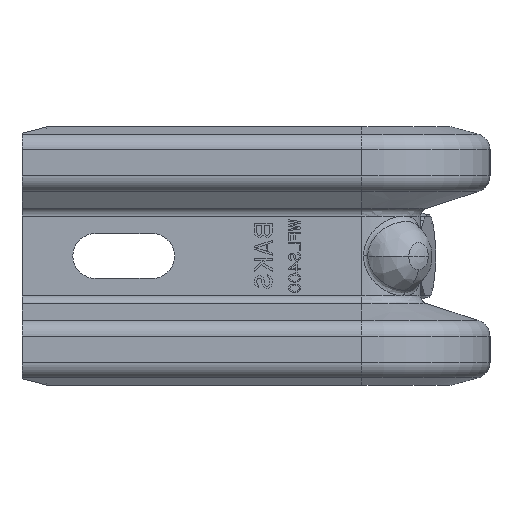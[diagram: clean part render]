
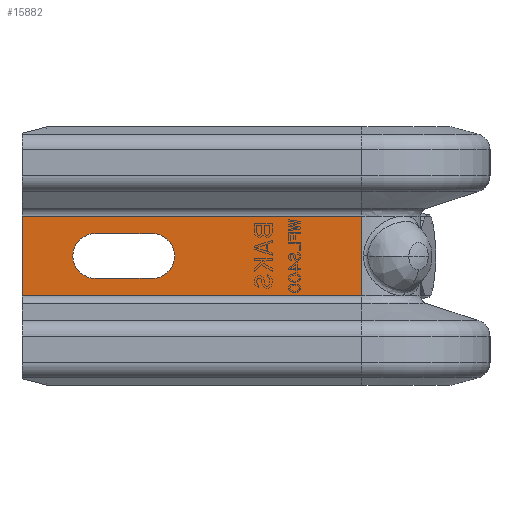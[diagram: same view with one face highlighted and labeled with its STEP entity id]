
A CAD part, left-side view. The second image highlights one B-rep face of the part: STEP entity #15882.
In plain terms, the highlighted planar face has unit normal (-1, 0, 0).
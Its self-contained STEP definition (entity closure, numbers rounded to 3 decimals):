
#2037=DIRECTION('',(0.,0.,1.));
#2038=VECTOR('',#2037,19.6);
#2039=CARTESIAN_POINT('',(-457.,115.,-9.8));
#2040=LINE('',#2039,#2038);
#2041=DIRECTION('',(0.,0.,1.));
#2042=VECTOR('',#2041,19.6);
#2043=CARTESIAN_POINT('',(-457.,31.5,-9.8));
#2044=LINE('',#2043,#2042);
#2045=DIRECTION('',(0.,1.,0.));
#2046=VECTOR('',#2045,83.5);
#2047=CARTESIAN_POINT('',(-457.,31.5,-9.8));
#2048=LINE('',#2047,#2046);
#2049=DIRECTION('',(0.,1.,0.));
#2050=VECTOR('',#2049,14.);
#2051=CARTESIAN_POINT('',(-457.,83.,5.5));
#2052=LINE('',#2051,#2050);
#2053=CARTESIAN_POINT('',(-457.,97.,0.));
#2054=DIRECTION('',(1.,0.,0.));
#2055=DIRECTION('',(0.,0.,-1.));
#2056=AXIS2_PLACEMENT_3D('',#2053,#2054,#2055);
#2058=DIRECTION('',(0.,-1.,0.));
#2059=VECTOR('',#2058,14.);
#2060=CARTESIAN_POINT('',(-457.,97.,-5.5));
#2061=LINE('',#2060,#2059);
#2062=CARTESIAN_POINT('',(-457.,83.,0.));
#2063=DIRECTION('',(1.,0.,0.));
#2064=DIRECTION('',(0.,0.,1.));
#2065=AXIS2_PLACEMENT_3D('',#2062,#2063,#2064);
#2860=DIRECTION('',(0.,1.,0.));
#2861=VECTOR('',#2860,83.5);
#2862=CARTESIAN_POINT('',(-457.,31.5,9.8));
#2863=LINE('',#2862,#2861);
#11079=CARTESIAN_POINT('',(-457.,31.5,-9.8));
#11080=VERTEX_POINT('',#11079);
#11081=CARTESIAN_POINT('',(-457.,31.5,9.8));
#11082=VERTEX_POINT('',#11081);
#11175=CARTESIAN_POINT('',(-457.,83.,5.5));
#11176=CARTESIAN_POINT('',(-457.,97.,5.5));
#11177=VERTEX_POINT('',#11175);
#11178=VERTEX_POINT('',#11176);
#11179=CARTESIAN_POINT('',(-457.,97.,-5.5));
#11180=VERTEX_POINT('',#11179);
#11181=CARTESIAN_POINT('',(-457.,83.,-5.5));
#11182=VERTEX_POINT('',#11181);
#12289=CARTESIAN_POINT('',(-457.,115.,-9.8));
#12290=VERTEX_POINT('',#12289);
#12291=CARTESIAN_POINT('',(-457.,115.,9.8));
#12292=VERTEX_POINT('',#12291);
#15858=CARTESIAN_POINT('',(-457.,31.5,-9.8));
#15859=DIRECTION('',(-1.,0.,0.));
#15860=DIRECTION('',(0.,0.,1.));
#15861=AXIS2_PLACEMENT_3D('',#15858,#15859,#15860);
#15862=PLANE('',#15861);
#15864=ORIENTED_EDGE('',*,*,#15863,.T.);
#15866=ORIENTED_EDGE('',*,*,#15865,.F.);
#15867=ORIENTED_EDGE('',*,*,#15833,.F.);
#15869=ORIENTED_EDGE('',*,*,#15868,.T.);
#15870=EDGE_LOOP('',(#15864,#15866,#15867,#15869));
#15871=FACE_OUTER_BOUND('',#15870,.F.);
#15873=ORIENTED_EDGE('',*,*,#15872,.T.);
#15875=ORIENTED_EDGE('',*,*,#15874,.F.);
#15877=ORIENTED_EDGE('',*,*,#15876,.T.);
#15879=ORIENTED_EDGE('',*,*,#15878,.F.);
#15880=EDGE_LOOP('',(#15873,#15875,#15877,#15879));
#15881=FACE_BOUND('',#15880,.F.);
#15882=ADVANCED_FACE('',(#15871,#15881),#15862,.T.);
#2057=CIRCLE('',#2056,5.5);
#2066=CIRCLE('',#2065,5.5);
#15833=EDGE_CURVE('',#11080,#11082,#2044,.T.);
#15863=EDGE_CURVE('',#12290,#12292,#2040,.T.);
#15865=EDGE_CURVE('',#11082,#12292,#2863,.T.);
#15868=EDGE_CURVE('',#11080,#12290,#2048,.T.);
#15872=EDGE_CURVE('',#11177,#11178,#2052,.T.);
#15874=EDGE_CURVE('',#11180,#11178,#2057,.T.);
#15876=EDGE_CURVE('',#11180,#11182,#2061,.T.);
#15878=EDGE_CURVE('',#11177,#11182,#2066,.T.);
